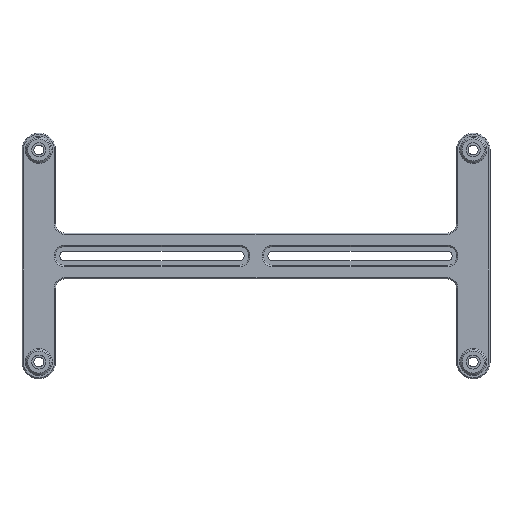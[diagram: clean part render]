
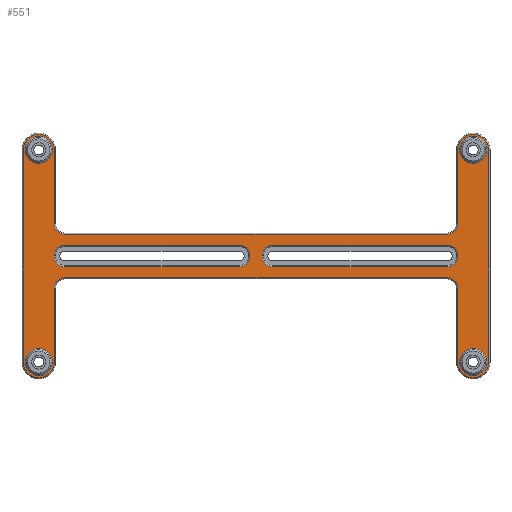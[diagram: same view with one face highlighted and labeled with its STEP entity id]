
A CAD part, top view. The second image highlights one B-rep face of the part: STEP entity #551.
In plain terms, the highlighted planar face has unit normal (0, 0, 1).
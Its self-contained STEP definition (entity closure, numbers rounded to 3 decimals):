
#126 = VERTEX_POINT('',#127);
#127 = CARTESIAN_POINT('',(5.1,69.5,4.));
#133 = EDGE_CURVE('',#126,#134,#136,.T.);
#134 = VERTEX_POINT('',#135);
#135 = CARTESIAN_POINT('',(5.1,45.25,4.));
#136 = LINE('',#137,#138);
#137 = CARTESIAN_POINT('',(5.1,69.5,4.));
#138 = VECTOR('',#139,1.);
#139 = DIRECTION('',(-0.,-1.,-0.));
#215 = EDGE_CURVE('',#134,#216,#218,.T.);
#216 = VERTEX_POINT('',#217);
#217 = CARTESIAN_POINT('',(8.5,41.85,4.));
#218 = CIRCLE('',#219,3.4);
#219 = AXIS2_PLACEMENT_3D('',#220,#221,#222);
#220 = CARTESIAN_POINT('',(8.5,45.25,4.));
#221 = DIRECTION('',(0.,0.,1.));
#222 = DIRECTION('',(-1.,0.,0.));
#531 = VERTEX_POINT('',#532);
#532 = CARTESIAN_POINT('',(-5.1,69.5,4.));
#538 = EDGE_CURVE('',#531,#126,#539,.T.);
#539 = CIRCLE('',#540,5.1);
#540 = AXIS2_PLACEMENT_3D('',#541,#542,#543);
#541 = CARTESIAN_POINT('',(0.,69.5,4.));
#542 = DIRECTION('',(-0.,0.,-1.));
#543 = DIRECTION('',(-1.,0.,0.));
#551 = ADVANCED_FACE('',(#552,#563,#574,#585,#596,#709,#745),#781,.T.);
#552 = FACE_BOUND('',#553,.T.);
#553 = EDGE_LOOP('',(#554));
#554 = ORIENTED_EDGE('',*,*,#555,.F.);
#555 = EDGE_CURVE('',#556,#556,#558,.T.);
#556 = VERTEX_POINT('',#557);
#557 = CARTESIAN_POINT('',(4.4,69.5,4.));
#558 = CIRCLE('',#559,4.4);
#559 = AXIS2_PLACEMENT_3D('',#560,#561,#562);
#560 = CARTESIAN_POINT('',(0.,69.5,4.));
#561 = DIRECTION('',(0.,0.,1.));
#562 = DIRECTION('',(1.,0.,0.));
#563 = FACE_BOUND('',#564,.T.);
#564 = EDGE_LOOP('',(#565));
#565 = ORIENTED_EDGE('',*,*,#566,.F.);
#566 = EDGE_CURVE('',#567,#567,#569,.T.);
#567 = VERTEX_POINT('',#568);
#568 = CARTESIAN_POINT('',(146.7,69.5,4.));
#569 = CIRCLE('',#570,4.4);
#570 = AXIS2_PLACEMENT_3D('',#571,#572,#573);
#571 = CARTESIAN_POINT('',(142.3,69.5,4.));
#572 = DIRECTION('',(0.,0.,1.));
#573 = DIRECTION('',(1.,0.,0.));
#574 = FACE_BOUND('',#575,.T.);
#575 = EDGE_LOOP('',(#576));
#576 = ORIENTED_EDGE('',*,*,#577,.F.);
#577 = EDGE_CURVE('',#578,#578,#580,.T.);
#578 = VERTEX_POINT('',#579);
#579 = CARTESIAN_POINT('',(146.7,0.,4.));
#580 = CIRCLE('',#581,4.4);
#581 = AXIS2_PLACEMENT_3D('',#582,#583,#584);
#582 = CARTESIAN_POINT('',(142.3,0.,4.));
#583 = DIRECTION('',(0.,0.,1.));
#584 = DIRECTION('',(1.,0.,0.));
#585 = FACE_BOUND('',#586,.T.);
#586 = EDGE_LOOP('',(#587));
#587 = ORIENTED_EDGE('',*,*,#588,.F.);
#588 = EDGE_CURVE('',#589,#589,#591,.T.);
#589 = VERTEX_POINT('',#590);
#590 = CARTESIAN_POINT('',(4.4,0.,4.));
#591 = CIRCLE('',#592,4.4);
#592 = AXIS2_PLACEMENT_3D('',#593,#594,#595);
#593 = CARTESIAN_POINT('',(0.,0.,4.));
#594 = DIRECTION('',(0.,0.,1.));
#595 = DIRECTION('',(1.,0.,0.));
#596 = FACE_BOUND('',#597,.T.);
#597 = EDGE_LOOP('',(#598,#608,#617,#625,#634,#642,#651,#659,#668,#674,
    #675,#676,#677,#685,#694,#702));
#598 = ORIENTED_EDGE('',*,*,#599,.F.);
#599 = EDGE_CURVE('',#600,#602,#604,.T.);
#600 = VERTEX_POINT('',#601);
#601 = CARTESIAN_POINT('',(133.8,27.65,4.));
#602 = VERTEX_POINT('',#603);
#603 = CARTESIAN_POINT('',(8.5,27.65,4.));
#604 = LINE('',#605,#606);
#605 = CARTESIAN_POINT('',(133.8,27.65,4.));
#606 = VECTOR('',#607,1.);
#607 = DIRECTION('',(-1.,0.,0.));
#608 = ORIENTED_EDGE('',*,*,#609,.F.);
#609 = EDGE_CURVE('',#610,#600,#612,.T.);
#610 = VERTEX_POINT('',#611);
#611 = CARTESIAN_POINT('',(137.2,24.25,4.));
#612 = CIRCLE('',#613,3.4);
#613 = AXIS2_PLACEMENT_3D('',#614,#615,#616);
#614 = CARTESIAN_POINT('',(133.8,24.25,4.));
#615 = DIRECTION('',(0.,0.,1.));
#616 = DIRECTION('',(1.,0.,0.));
#617 = ORIENTED_EDGE('',*,*,#618,.F.);
#618 = EDGE_CURVE('',#619,#610,#621,.T.);
#619 = VERTEX_POINT('',#620);
#620 = CARTESIAN_POINT('',(137.2,0.,4.));
#621 = LINE('',#622,#623);
#622 = CARTESIAN_POINT('',(137.2,0.,4.));
#623 = VECTOR('',#624,1.);
#624 = DIRECTION('',(0.,1.,0.));
#625 = ORIENTED_EDGE('',*,*,#626,.F.);
#626 = EDGE_CURVE('',#627,#619,#629,.T.);
#627 = VERTEX_POINT('',#628);
#628 = CARTESIAN_POINT('',(147.4,0.,4.));
#629 = CIRCLE('',#630,5.1);
#630 = AXIS2_PLACEMENT_3D('',#631,#632,#633);
#631 = CARTESIAN_POINT('',(142.3,0.,4.));
#632 = DIRECTION('',(0.,-0.,-1.));
#633 = DIRECTION('',(1.,0.,0.));
#634 = ORIENTED_EDGE('',*,*,#635,.F.);
#635 = EDGE_CURVE('',#636,#627,#638,.T.);
#636 = VERTEX_POINT('',#637);
#637 = CARTESIAN_POINT('',(147.4,69.5,4.));
#638 = LINE('',#639,#640);
#639 = CARTESIAN_POINT('',(147.4,69.5,4.));
#640 = VECTOR('',#641,1.);
#641 = DIRECTION('',(0.,-1.,0.));
#642 = ORIENTED_EDGE('',*,*,#643,.F.);
#643 = EDGE_CURVE('',#644,#636,#646,.T.);
#644 = VERTEX_POINT('',#645);
#645 = CARTESIAN_POINT('',(137.2,69.5,4.));
#646 = CIRCLE('',#647,5.1);
#647 = AXIS2_PLACEMENT_3D('',#648,#649,#650);
#648 = CARTESIAN_POINT('',(142.3,69.5,4.));
#649 = DIRECTION('',(0.,0.,-1.));
#650 = DIRECTION('',(-1.,0.,0.));
#651 = ORIENTED_EDGE('',*,*,#652,.F.);
#652 = EDGE_CURVE('',#653,#644,#655,.T.);
#653 = VERTEX_POINT('',#654);
#654 = CARTESIAN_POINT('',(137.2,45.25,4.));
#655 = LINE('',#656,#657);
#656 = CARTESIAN_POINT('',(137.2,45.25,4.));
#657 = VECTOR('',#658,1.);
#658 = DIRECTION('',(0.,1.,0.));
#659 = ORIENTED_EDGE('',*,*,#660,.F.);
#660 = EDGE_CURVE('',#661,#653,#663,.T.);
#661 = VERTEX_POINT('',#662);
#662 = CARTESIAN_POINT('',(133.8,41.85,4.));
#663 = CIRCLE('',#664,3.4);
#664 = AXIS2_PLACEMENT_3D('',#665,#666,#667);
#665 = CARTESIAN_POINT('',(133.8,45.25,4.));
#666 = DIRECTION('',(0.,0.,1.));
#667 = DIRECTION('',(0.,-1.,0.));
#668 = ORIENTED_EDGE('',*,*,#669,.F.);
#669 = EDGE_CURVE('',#216,#661,#670,.T.);
#670 = LINE('',#671,#672);
#671 = CARTESIAN_POINT('',(8.5,41.85,4.));
#672 = VECTOR('',#673,1.);
#673 = DIRECTION('',(1.,0.,0.));
#674 = ORIENTED_EDGE('',*,*,#215,.F.);
#675 = ORIENTED_EDGE('',*,*,#133,.F.);
#676 = ORIENTED_EDGE('',*,*,#538,.F.);
#677 = ORIENTED_EDGE('',*,*,#678,.F.);
#678 = EDGE_CURVE('',#679,#531,#681,.T.);
#679 = VERTEX_POINT('',#680);
#680 = CARTESIAN_POINT('',(-5.1,0.,4.));
#681 = LINE('',#682,#683);
#682 = CARTESIAN_POINT('',(-5.1,0.,4.));
#683 = VECTOR('',#684,1.);
#684 = DIRECTION('',(0.,1.,0.));
#685 = ORIENTED_EDGE('',*,*,#686,.F.);
#686 = EDGE_CURVE('',#687,#679,#689,.T.);
#687 = VERTEX_POINT('',#688);
#688 = CARTESIAN_POINT('',(5.1,0.,4.));
#689 = CIRCLE('',#690,5.1);
#690 = AXIS2_PLACEMENT_3D('',#691,#692,#693);
#691 = CARTESIAN_POINT('',(0.,0.,4.));
#692 = DIRECTION('',(0.,0.,-1.));
#693 = DIRECTION('',(1.,0.,0.));
#694 = ORIENTED_EDGE('',*,*,#695,.F.);
#695 = EDGE_CURVE('',#696,#687,#698,.T.);
#696 = VERTEX_POINT('',#697);
#697 = CARTESIAN_POINT('',(5.1,24.25,4.));
#698 = LINE('',#699,#700);
#699 = CARTESIAN_POINT('',(5.1,24.25,4.));
#700 = VECTOR('',#701,1.);
#701 = DIRECTION('',(0.,-1.,0.));
#702 = ORIENTED_EDGE('',*,*,#703,.F.);
#703 = EDGE_CURVE('',#602,#696,#704,.T.);
#704 = CIRCLE('',#705,3.4);
#705 = AXIS2_PLACEMENT_3D('',#706,#707,#708);
#706 = CARTESIAN_POINT('',(8.5,24.25,4.));
#707 = DIRECTION('',(0.,-0.,1.));
#708 = DIRECTION('',(0.,1.,0.));
#709 = FACE_BOUND('',#710,.T.);
#710 = EDGE_LOOP('',(#711,#722,#730,#739));
#711 = ORIENTED_EDGE('',*,*,#712,.F.);
#712 = EDGE_CURVE('',#713,#715,#717,.T.);
#713 = VERTEX_POINT('',#714);
#714 = CARTESIAN_POINT('',(65.65,31.25,4.));
#715 = VERTEX_POINT('',#716);
#716 = CARTESIAN_POINT('',(65.65,38.25,4.));
#717 = CIRCLE('',#718,3.5);
#718 = AXIS2_PLACEMENT_3D('',#719,#720,#721);
#719 = CARTESIAN_POINT('',(65.65,34.75,4.));
#720 = DIRECTION('',(-0.,0.,1.));
#721 = DIRECTION('',(0.,-1.,0.));
#722 = ORIENTED_EDGE('',*,*,#723,.F.);
#723 = EDGE_CURVE('',#724,#713,#726,.T.);
#724 = VERTEX_POINT('',#725);
#725 = CARTESIAN_POINT('',(8.5,31.25,4.));
#726 = LINE('',#727,#728);
#727 = CARTESIAN_POINT('',(8.5,31.25,4.));
#728 = VECTOR('',#729,1.);
#729 = DIRECTION('',(1.,0.,0.));
#730 = ORIENTED_EDGE('',*,*,#731,.F.);
#731 = EDGE_CURVE('',#732,#724,#734,.T.);
#732 = VERTEX_POINT('',#733);
#733 = CARTESIAN_POINT('',(8.5,38.25,4.));
#734 = CIRCLE('',#735,3.5);
#735 = AXIS2_PLACEMENT_3D('',#736,#737,#738);
#736 = CARTESIAN_POINT('',(8.5,34.75,4.));
#737 = DIRECTION('',(0.,0.,1.));
#738 = DIRECTION('',(0.,1.,0.));
#739 = ORIENTED_EDGE('',*,*,#740,.F.);
#740 = EDGE_CURVE('',#715,#732,#741,.T.);
#741 = LINE('',#742,#743);
#742 = CARTESIAN_POINT('',(65.65,38.25,4.));
#743 = VECTOR('',#744,1.);
#744 = DIRECTION('',(-1.,-0.,-0.));
#745 = FACE_BOUND('',#746,.T.);
#746 = EDGE_LOOP('',(#747,#758,#766,#775));
#747 = ORIENTED_EDGE('',*,*,#748,.F.);
#748 = EDGE_CURVE('',#749,#751,#753,.T.);
#749 = VERTEX_POINT('',#750);
#750 = CARTESIAN_POINT('',(76.65,38.25,4.));
#751 = VERTEX_POINT('',#752);
#752 = CARTESIAN_POINT('',(76.65,31.25,4.));
#753 = CIRCLE('',#754,3.5);
#754 = AXIS2_PLACEMENT_3D('',#755,#756,#757);
#755 = CARTESIAN_POINT('',(76.65,34.75,4.));
#756 = DIRECTION('',(0.,-0.,1.));
#757 = DIRECTION('',(0.,1.,0.));
#758 = ORIENTED_EDGE('',*,*,#759,.F.);
#759 = EDGE_CURVE('',#760,#749,#762,.T.);
#760 = VERTEX_POINT('',#761);
#761 = CARTESIAN_POINT('',(133.8,38.25,4.));
#762 = LINE('',#763,#764);
#763 = CARTESIAN_POINT('',(133.8,38.25,4.));
#764 = VECTOR('',#765,1.);
#765 = DIRECTION('',(-1.,0.,0.));
#766 = ORIENTED_EDGE('',*,*,#767,.F.);
#767 = EDGE_CURVE('',#768,#760,#770,.T.);
#768 = VERTEX_POINT('',#769);
#769 = CARTESIAN_POINT('',(133.8,31.25,4.));
#770 = CIRCLE('',#771,3.5);
#771 = AXIS2_PLACEMENT_3D('',#772,#773,#774);
#772 = CARTESIAN_POINT('',(133.8,34.75,4.));
#773 = DIRECTION('',(-0.,0.,1.));
#774 = DIRECTION('',(0.,-1.,0.));
#775 = ORIENTED_EDGE('',*,*,#776,.F.);
#776 = EDGE_CURVE('',#751,#768,#777,.T.);
#777 = LINE('',#778,#779);
#778 = CARTESIAN_POINT('',(76.65,31.25,4.));
#779 = VECTOR('',#780,1.);
#780 = DIRECTION('',(1.,0.,0.));
#781 = PLANE('',#782);
#782 = AXIS2_PLACEMENT_3D('',#783,#784,#785);
#783 = CARTESIAN_POINT('',(71.15,34.75,4.));
#784 = DIRECTION('',(0.,0.,1.));
#785 = DIRECTION('',(1.,0.,0.));
